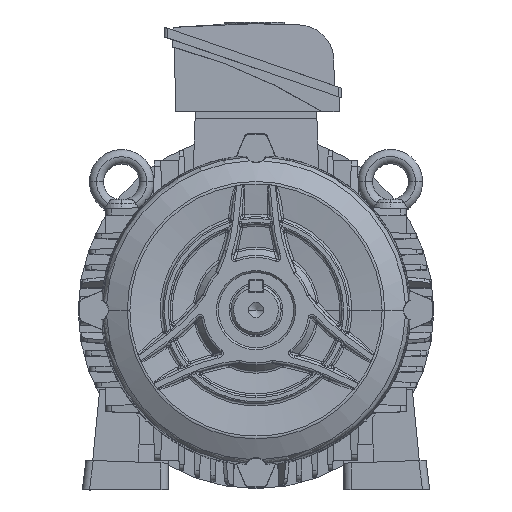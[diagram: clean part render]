
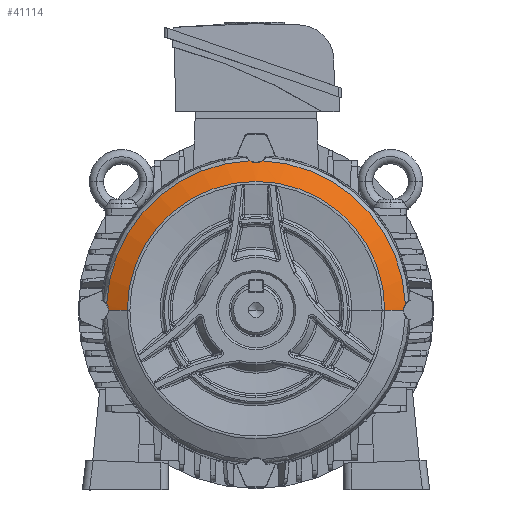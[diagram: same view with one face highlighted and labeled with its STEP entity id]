
A CAD part, top view. The second image highlights one B-rep face of the part: STEP entity #41114.
In plain terms, the highlighted conical face has half-angle 63 degrees and reference radius 85.54 mm.
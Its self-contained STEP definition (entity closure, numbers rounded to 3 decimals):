
#1027 = CARTESIAN_POINT ( 'NONE',  ( 0., 0., 10.642 ) ) ;
#1056 = CARTESIAN_POINT ( 'NONE',  ( 82.75, 2.417, 5.076 ) ) ;
#1254 = CARTESIAN_POINT ( 'NONE',  ( 2.948, 83.031, 4.924 ) ) ;
#1540 = CARTESIAN_POINT ( 'NONE',  ( 3.208, 83.18, 4.843 ) ) ;
#1826 = CARTESIAN_POINT ( 'NONE',  ( 2.118, 82.657, 5.127 ) ) ;
#2247 = EDGE_CURVE ( 'NONE', #16861, #14217, #2560, .T. ) ;
#2560 = CIRCLE ( 'NONE', #20100, 83.419 ) ;
#4292 = AXIS2_PLACEMENT_3D ( 'NONE', #27480, #45139, #40806 ) ;
#4703 = DIRECTION ( 'NONE',  ( 0., 0., 1. ) ) ;
#5232 = VERTEX_POINT ( 'NONE', #11360 ) ;
#5607 = EDGE_LOOP ( 'NONE', ( #34841, #15418, #12692, #56555, #55638, #7894, #41022, #56040 ) ) ;
#6117 = FACE_OUTER_BOUND ( 'NONE', #5607, .T. ) ;
#7894 = ORIENTED_EDGE ( 'NONE', *, *, #53972, .T. ) ;
#8519 = CARTESIAN_POINT ( 'NONE',  ( -3.456, 83.348, 4.752 ) ) ;
#9154 = VERTEX_POINT ( 'NONE', #41752 ) ;
#9165 = CARTESIAN_POINT ( 'NONE',  ( 82.291, 0.312, 5.327 ) ) ;
#9641 = CARTESIAN_POINT ( 'NONE',  ( 0.62, 82.314, 5.314 ) ) ;
#9717 = CARTESIAN_POINT ( 'NONE',  ( 83.012, 2.959, 4.933 ) ) ;
#9928 = VERTEX_POINT ( 'NONE', #41626 ) ;
#11360 = CARTESIAN_POINT ( 'NONE',  ( 82.291, 0., 5.327 ) ) ;
#12692 = ORIENTED_EDGE ( 'NONE', *, *, #28240, .F. ) ;
#13232 = LINE ( 'NONE', #26537, #28966 ) ;
#13604 = VECTOR ( 'NONE', #28821, 1000. ) ;
#13991 = CARTESIAN_POINT ( 'NONE',  ( -0.316, 82.291, 5.327 ) ) ;
#14217 = VERTEX_POINT ( 'NONE', #42127 ) ;
#14804 = EDGE_CURVE ( 'NONE', #9154, #9928, #16287, .T. ) ;
#15135 = CARTESIAN_POINT ( 'NONE',  ( 2.404, 82.769, 5.066 ) ) ;
#15418 = ORIENTED_EDGE ( 'NONE', *, *, #28297, .T. ) ;
#15509 = CARTESIAN_POINT ( 'NONE',  ( -85.54, 0., 3.672 ) ) ;
#16287 = B_SPLINE_CURVE_WITH_KNOTS ( 'NONE', 3,
 ( #47270, #48974, #53311, #39434, #53035, #26414, #40016, #40291, #44063, #31024 ),
 .UNSPECIFIED., .F., .F.,
 ( 4, 2, 2, 2, 4 ),
 ( 0.004, 0.005, 0.006, 0.006, 0.007 ),
 .UNSPECIFIED. ) ;
#16861 = VERTEX_POINT ( 'NONE', #48386 ) ;
#19418 = CARTESIAN_POINT ( 'NONE',  ( 0., 0., 3.672 ) ) ;
#20100 = AXIS2_PLACEMENT_3D ( 'NONE', #31017, #4703, #49246 ) ;
#22196 = DIRECTION ( 'NONE',  ( 0.891, 0., -0.454 ) ) ;
#22389 = CARTESIAN_POINT ( 'NONE',  ( -2.418, 82.75, 5.076 ) ) ;
#22875 = AXIS2_PLACEMENT_3D ( 'NONE', #1027, #24147, #41800 ) ;
#23387 = VERTEX_POINT ( 'NONE', #52244 ) ;
#23553 = B_SPLINE_CURVE_WITH_KNOTS ( 'NONE', 3,
 ( #8519, #35961, #22389, #40046, #53631, #48148, #13991, #49280, #9641, #26162, #43809, #1826, #15135, #1254, #1540, #36249 ),
 .UNSPECIFIED., .F., .F.,
 ( 4, 2, 2, 2, 2, 2, 2, 4 ),
 ( 0., 0.002, 0.003, 0.004, 0.005, 0.006, 0.006, 0.007 ),
 .UNSPECIFIED. ) ;
#23561 = AXIS2_PLACEMENT_3D ( 'NONE', #19418, #37063, #32726 ) ;
#24147 = DIRECTION ( 'NONE',  ( 0., 0., -1. ) ) ;
#24626 = CARTESIAN_POINT ( 'NONE',  ( -3.456, 83.348, 4.752 ) ) ;
#26162 = CARTESIAN_POINT ( 'NONE',  ( 1.23, 82.406, 5.264 ) ) ;
#26414 = CARTESIAN_POINT ( 'NONE',  ( -82.657, 2.119, 5.127 ) ) ;
#26537 = CARTESIAN_POINT ( 'NONE',  ( 85.54, 0., 3.672 ) ) ;
#26821 = CARTESIAN_POINT ( 'NONE',  ( 82.291, 0., 5.327 ) ) ;
#27103 = CARTESIAN_POINT ( 'NONE',  ( 82.476, 1.531, 5.226 ) ) ;
#27480 = CARTESIAN_POINT ( 'NONE',  ( 0., 0., 4.752 ) ) ;
#28240 = EDGE_CURVE ( 'NONE', #16861, #5232, #39281, .T. ) ;
#28297 = EDGE_CURVE ( 'NONE', #23387, #5232, #13232, .T. ) ;
#28821 = DIRECTION ( 'NONE',  ( -0.891, 0., -0.454 ) ) ;
#28966 = VECTOR ( 'NONE', #22196, 1000. ) ;
#31017 = CARTESIAN_POINT ( 'NONE',  ( 0., 0., 4.752 ) ) ;
#31024 = CARTESIAN_POINT ( 'NONE',  ( -83.348, 3.456, 4.752 ) ) ;
#31425 = CARTESIAN_POINT ( 'NONE',  ( 82.314, 0.621, 5.314 ) ) ;
#32726 = DIRECTION ( 'NONE',  ( -1., 0., 0. ) ) ;
#34033 = EDGE_CURVE ( 'NONE', #37616, #9154, #42408, .T. ) ;
#34841 = ORIENTED_EDGE ( 'NONE', *, *, #54898, .T. ) ;
#35961 = CARTESIAN_POINT ( 'NONE',  ( -2.959, 83.012, 4.933 ) ) ;
#36249 = CARTESIAN_POINT ( 'NONE',  ( 3.456, 83.348, 4.752 ) ) ;
#36326 = CARTESIAN_POINT ( 'NONE',  ( 82.407, 1.23, 5.264 ) ) ;
#37063 = DIRECTION ( 'NONE',  ( 0., 0., -1. ) ) ;
#37616 = VERTEX_POINT ( 'NONE', #49765 ) ;
#39281 = B_SPLINE_CURVE_WITH_KNOTS ( 'NONE', 3,
 ( #44177, #9717, #1056, #27103, #36326, #31425, #9165, #26821 ),
 .UNSPECIFIED., .F., .F.,
 ( 4, 2, 2, 4 ),
 ( 0., 0.002, 0.003, 0.004 ),
 .UNSPECIFIED. ) ;
#39434 = CARTESIAN_POINT ( 'NONE',  ( -82.407, 1.232, 5.263 ) ) ;
#40016 = CARTESIAN_POINT ( 'NONE',  ( -82.77, 2.405, 5.065 ) ) ;
#40046 = CARTESIAN_POINT ( 'NONE',  ( -1.534, 82.476, 5.226 ) ) ;
#40291 = CARTESIAN_POINT ( 'NONE',  ( -83.031, 2.948, 4.923 ) ) ;
#40806 = DIRECTION ( 'NONE',  ( 1., 0., 0. ) ) ;
#41022 = ORIENTED_EDGE ( 'NONE', *, *, #14804, .F. ) ;
#41114 = ADVANCED_FACE ( 'NONE', ( #6117 ), #55909, .T. ) ;
#41626 = CARTESIAN_POINT ( 'NONE',  ( -83.348, 3.456, 4.752 ) ) ;
#41752 = CARTESIAN_POINT ( 'NONE',  ( -82.291, 0., 5.327 ) ) ;
#41800 = DIRECTION ( 'NONE',  ( -1., 0., 0. ) ) ;
#42094 = VERTEX_POINT ( 'NONE', #24626 ) ;
#42127 = CARTESIAN_POINT ( 'NONE',  ( 3.456, 83.348, 4.752 ) ) ;
#42408 = LINE ( 'NONE', #15509, #13604 ) ;
#43809 = CARTESIAN_POINT ( 'NONE',  ( 1.529, 82.475, 5.226 ) ) ;
#44063 = CARTESIAN_POINT ( 'NONE',  ( -83.18, 3.208, 4.842 ) ) ;
#44177 = CARTESIAN_POINT ( 'NONE',  ( 83.348, 3.456, 4.752 ) ) ;
#45139 = DIRECTION ( 'NONE',  ( 0., 0., 1. ) ) ;
#45743 = EDGE_CURVE ( 'NONE', #42094, #14217, #23553, .T. ) ;
#47270 = CARTESIAN_POINT ( 'NONE',  ( -82.291, 0., 5.327 ) ) ;
#48148 = CARTESIAN_POINT ( 'NONE',  ( -0.624, 82.315, 5.314 ) ) ;
#48386 = CARTESIAN_POINT ( 'NONE',  ( 83.348, 3.456, 4.752 ) ) ;
#48974 = CARTESIAN_POINT ( 'NONE',  ( -82.291, 0.312, 5.327 ) ) ;
#49246 = DIRECTION ( 'NONE',  ( 1., 0., 0. ) ) ;
#49280 = CARTESIAN_POINT ( 'NONE',  ( 0.308, 82.291, 5.327 ) ) ;
#49765 = CARTESIAN_POINT ( 'NONE',  ( -71.859, 0., 10.642 ) ) ;
#52244 = CARTESIAN_POINT ( 'NONE',  ( 71.859, 0., 10.642 ) ) ;
#53035 = CARTESIAN_POINT ( 'NONE',  ( -82.476, 1.531, 5.226 ) ) ;
#53311 = CARTESIAN_POINT ( 'NONE',  ( -82.315, 0.623, 5.314 ) ) ;
#53631 = CARTESIAN_POINT ( 'NONE',  ( -1.232, 82.407, 5.263 ) ) ;
#53972 = EDGE_CURVE ( 'NONE', #42094, #9928, #54181, .T. ) ;
#54181 = CIRCLE ( 'NONE', #4292, 83.419 ) ;
#54265 = CIRCLE ( 'NONE', #22875, 71.859 ) ;
#54898 = EDGE_CURVE ( 'NONE', #37616, #23387, #54265, .T. ) ;
#55638 = ORIENTED_EDGE ( 'NONE', *, *, #45743, .F. ) ;
#55909 = CONICAL_SURFACE ( 'NONE', #23561, 85.54, 1.1 ) ;
#56040 = ORIENTED_EDGE ( 'NONE', *, *, #34033, .F. ) ;
#56555 = ORIENTED_EDGE ( 'NONE', *, *, #2247, .T. ) ;
